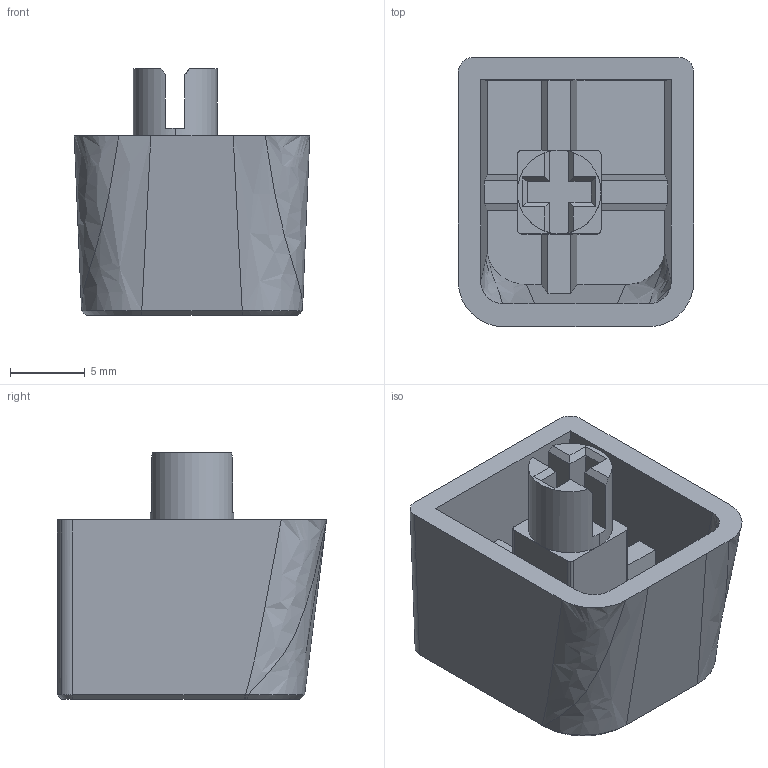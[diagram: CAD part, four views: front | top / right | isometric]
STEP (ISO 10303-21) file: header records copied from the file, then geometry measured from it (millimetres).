
FILE_DESCRIPTION(('STEP AP203'),'1');
FILE_NAME('small_round_stem.stp','2017-07-23T19:49:06',(' '),(' '),'Spatial InterOp 3D',' ',' ');
FILE_SCHEMA(('CONFIG_CONTROL_DESIGN'));
Length unit declared in the file: millimetre
Products named in the file (2): 1; 2
Bounding box: 15.75 x 18 x 16.5 mm (x, y, z)
Volume: 1781.3 mm3; surface area: 2221.3 mm2
Topology: 2 solids, 2 shells, 93 faces, 248 edges, 158 vertices
Faces by surface type: plane 59, bspline 19, cylinder 15
Entity records: 3446 total; most frequent: CARTESIAN_POINT 1096, ORIENTED_EDGE 492, DIRECTION 436, EDGE_CURVE 246, LINE 176, VECTOR 176, VERTEX_POINT 158, AXIS2_PLACEMENT_3D 130
